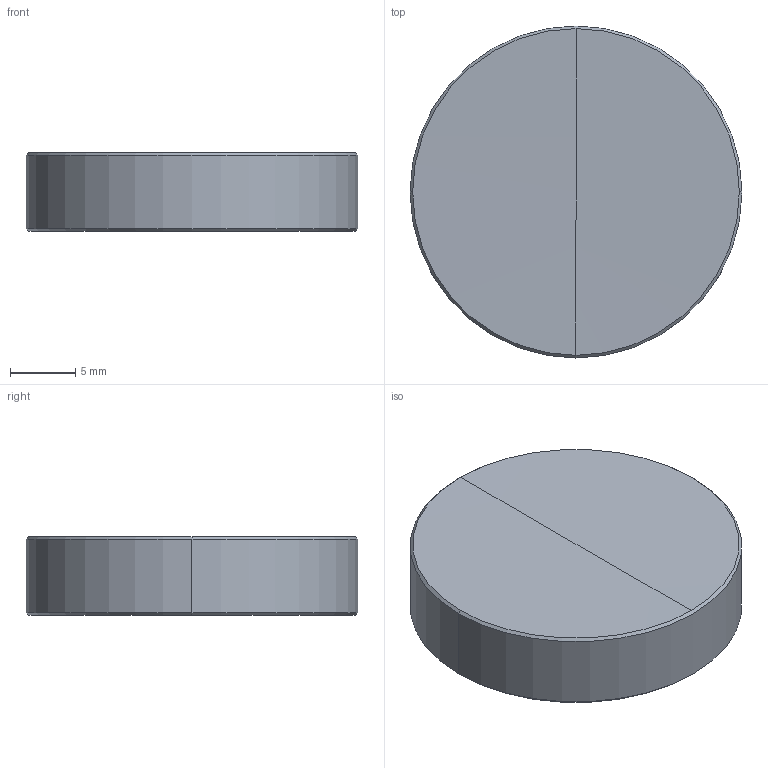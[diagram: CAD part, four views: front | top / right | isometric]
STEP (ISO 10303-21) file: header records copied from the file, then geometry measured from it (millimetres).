
FILE_DESCRIPTION (( 'STEP AP203' ), '1' );
FILE_NAME ('TTN153317-E0W.STEP', '2018-12-17T20:28:14', ( '' ), ( '' ), 'SwSTEP 2.0', 'SolidWorks 2018', '' );
FILE_SCHEMA (( 'CONFIG_CONTROL_DESIGN' ));
Length unit declared in the file: millimetre
Products named in the file (1): TTN153317-E0W
Bounding box: 25.4 x 25.4 x 6.04 mm (x, y, z)
Volume: 3047.3 mm3; surface area: 1476.5 mm2
Topology: 1 solids, 1 shells, 44 faces, 291 edges, 284 vertices
Faces by surface type: plane 36, cone 4, cylinder 2, sphere 2
Entity records: 4186 total; most frequent: CARTESIAN_POINT 1938, ORIENTED_EDGE 582, EDGE_CURVE 291, VERTEX_POINT 284, DIRECTION 265, VECTOR 151, LINE 151, B_SPLINE_CURVE_WITH_KNOTS 128
